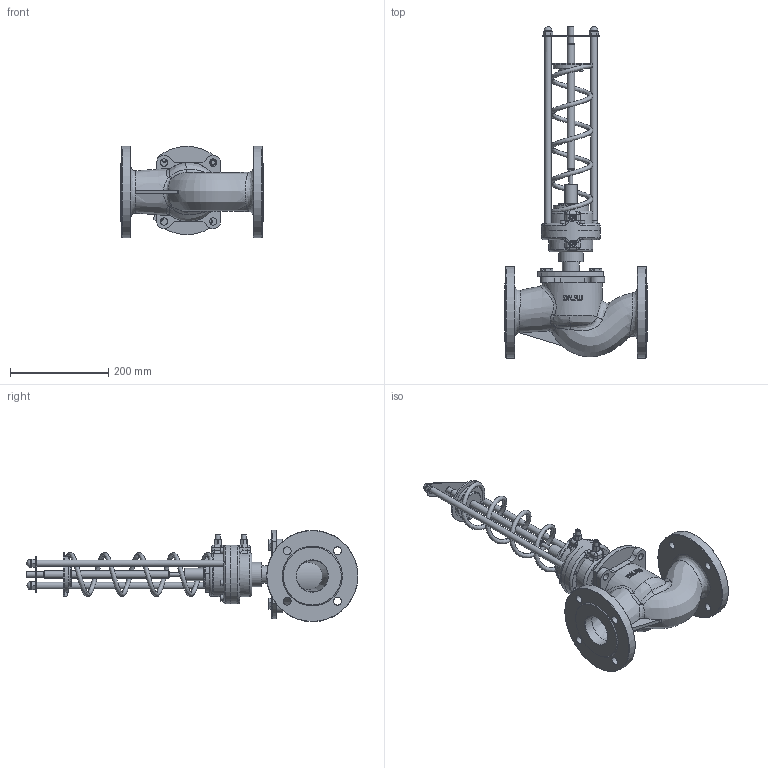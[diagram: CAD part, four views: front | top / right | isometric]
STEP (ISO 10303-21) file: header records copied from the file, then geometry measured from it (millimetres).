
FILE_DESCRIPTION(/* description */ (''),/* implementation_level */ '2;1');
FILE_NAME(/* name */ 'DN65_3D_STEP.stp',/* time_stamp */ '2024-04-25T13:17:17+03:00',/* author */ ('igorr'),/* organization */ (''),/* preprocessor_version */ 'ST-DEVELOPER v19.2',/* originating_system */ 'Autodesk Inventor 2023',/* authorisation */ '');
FILE_SCHEMA (('AUTOMOTIVE_DESIGN { 1 0 10303 214 3 1 1 }'));
Length unit declared in the file: millimetre
Products named in the file (6): Сборка; Деталь2; Деталь1; AS 1110 - M10 x 16; AS 1420 - 1973 - M6 x 10; CNS 4473 - M 10
Assembly tree (14 placements, depth 2):
  Сборка
    Деталь2
    Деталь1
    AS 1110 - M10 x 16  x4
    AS 1420 - 1973 - M6 x 10  x6
    CNS 4473 - M 10  x2
Bounding box: 290 x 676 x 186.11 mm (x, y, z)
Volume: 3914873.3 mm3; surface area: 524225.9 mm2
Topology: 14 solids, 15 shells, 582 faces, 1445 edges, 915 vertices
Faces by surface type: plane 252, cylinder 148, cone 78, bspline 60, torus 32, sphere 12
Full cylindrical faces by diameter (mm): 4.49 x2, 4.902 x1, 6 x6, 7 x17, 8 x1, 8.376 x2, 9.994 x2, 10 x10, 11 x4, 12 x2, 13.036 x1, 13.497 x1, 15 x6, 16 x14, 25 x1, 35 x1, 50 x3, 65 x2, 72 x1, 90 x2, 120 x1, 186 x2
Entity records: 19469 total; most frequent: CARTESIAN_POINT 8992, ORIENTED_EDGE 2094, DIRECTION 1996, EDGE_CURVE 1047, AXIS2_PLACEMENT_3D 821, VERTEX_POINT 672, EDGE_LOOP 501, CIRCLE 418
